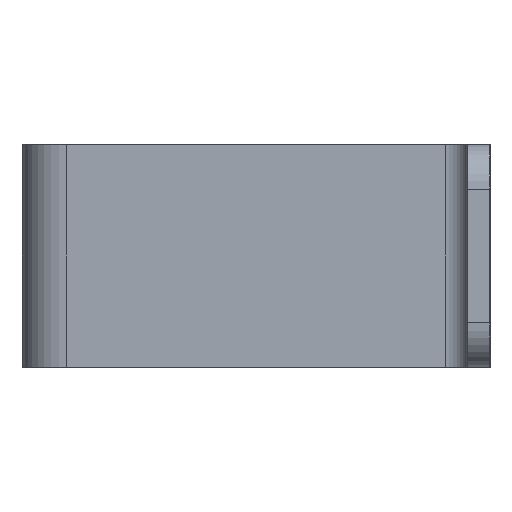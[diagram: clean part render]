
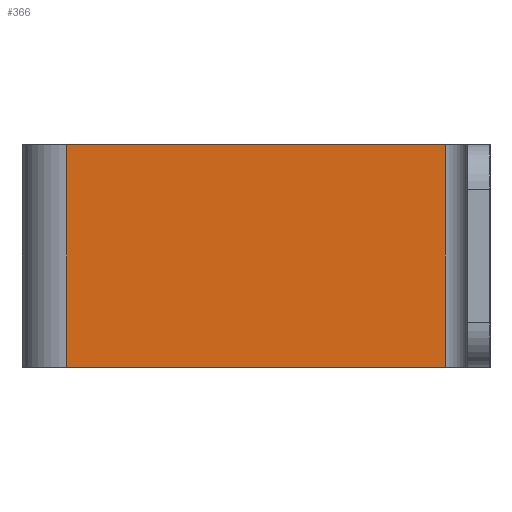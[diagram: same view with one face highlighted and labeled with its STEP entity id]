
A CAD part, left-side view. The second image highlights one B-rep face of the part: STEP entity #366.
In plain terms, the highlighted planar face has unit normal (-1, 0, 0).
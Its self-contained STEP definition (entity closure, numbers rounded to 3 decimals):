
#2 = FACE_OUTER_BOUND ( 'NONE', #433, .T. ) ;
#4 = EDGE_CURVE ( 'NONE', #178, #973, #723, .T. ) ;
#5 = CARTESIAN_POINT ( 'NONE',  ( -56.5, 28.5, -7.5 ) ) ;
#8 = VECTOR ( 'NONE', #936, 1000. ) ;
#52 = CARTESIAN_POINT ( 'NONE',  ( -56.5, 3., 7.5 ) ) ;
#81 = LINE ( 'NONE', #347, #469 ) ;
#133 = VECTOR ( 'NONE', #520, 1000. ) ;
#171 = CARTESIAN_POINT ( 'NONE',  ( -56.5, 0., 7.5 ) ) ;
#178 = VERTEX_POINT ( 'NONE', #52 ) ;
#191 = ORIENTED_EDGE ( 'NONE', *, *, #1077, .T. ) ;
#345 = DIRECTION ( 'NONE',  ( 0., 0., -1. ) ) ;
#347 = CARTESIAN_POINT ( 'NONE',  ( -56.5, 28.5, 7.5 ) ) ;
#366 = ADVANCED_FACE ( 'NONE', ( #2 ), #878, .F. ) ;
#423 = VERTEX_POINT ( 'NONE', #556 ) ;
#429 = LINE ( 'NONE', #590, #8 ) ;
#433 = EDGE_LOOP ( 'NONE', ( #191, #892, #926, #884 ) ) ;
#457 = DIRECTION ( 'NONE',  ( 0., 0., -1. ) ) ;
#469 = VECTOR ( 'NONE', #1112, 1000. ) ;
#520 = DIRECTION ( 'NONE',  ( 0., -1., 0. ) ) ;
#544 = VECTOR ( 'NONE', #457, 1000. ) ;
#556 = CARTESIAN_POINT ( 'NONE',  ( -56.5, 28.5, 7.5 ) ) ;
#590 = CARTESIAN_POINT ( 'NONE',  ( -56.5, 0., -7.5 ) ) ;
#603 = CARTESIAN_POINT ( 'NONE',  ( -56.5, 0., 7.5 ) ) ;
#695 = LINE ( 'NONE', #171, #133 ) ;
#707 = EDGE_CURVE ( 'NONE', #423, #178, #695, .T. ) ;
#723 = LINE ( 'NONE', #1071, #544 ) ;
#770 = AXIS2_PLACEMENT_3D ( 'NONE', #603, #947, #345 ) ;
#793 = VERTEX_POINT ( 'NONE', #5 ) ;
#878 = PLANE ( 'NONE',  #770 ) ;
#884 = ORIENTED_EDGE ( 'NONE', *, *, #1095, .T. ) ;
#892 = ORIENTED_EDGE ( 'NONE', *, *, #4, .F. ) ;
#926 = ORIENTED_EDGE ( 'NONE', *, *, #707, .F. ) ;
#936 = DIRECTION ( 'NONE',  ( 0., -1., 0. ) ) ;
#947 = DIRECTION ( 'NONE',  ( 1., 0., 0. ) ) ;
#973 = VERTEX_POINT ( 'NONE', #1002 ) ;
#1002 = CARTESIAN_POINT ( 'NONE',  ( -56.5, 3., -7.5 ) ) ;
#1071 = CARTESIAN_POINT ( 'NONE',  ( -56.5, 3., 7.5 ) ) ;
#1077 = EDGE_CURVE ( 'NONE', #793, #973, #429, .T. ) ;
#1095 = EDGE_CURVE ( 'NONE', #423, #793, #81, .T. ) ;
#1112 = DIRECTION ( 'NONE',  ( 0., 0., -1. ) ) ;
